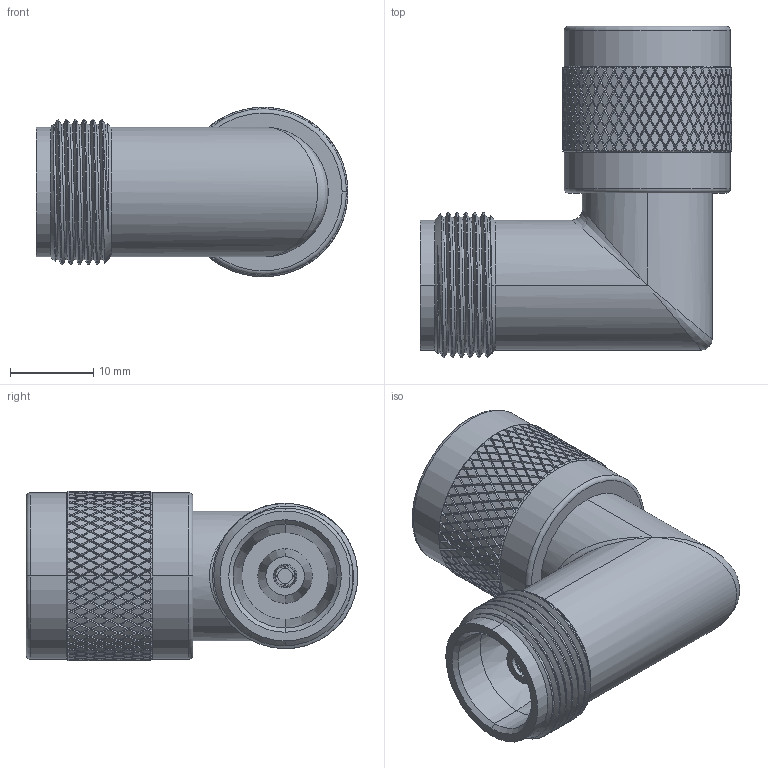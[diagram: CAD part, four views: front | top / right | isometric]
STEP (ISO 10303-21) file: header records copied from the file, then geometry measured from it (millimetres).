
FILE_DESCRIPTION (( 'STEP AP214' ), '1' );
FILE_NAME ('SM3832_3D.step', '2023-04-25T18:35:24', ( '' ), ( '' ), 'SwSTEP 2.0', 'SolidWorks 2022', '' );
FILE_SCHEMA (( 'AUTOMOTIVE_DESIGN' ));
Length unit declared in the file: inch
Products named in the file (1): SM3832_3D
Bounding box: 37.42 x 39.79 x 20.32 mm (x, y, z)
Volume: 10368.4 mm3; surface area: 6942.2 mm2
Topology: 1 solids, 1 shells, 2876 faces, 6259 edges, 3393 vertices
Faces by surface type: bspline 2048, cylinder 631, plane 162, cone 25, torus 10
Entity records: 112648 total; most frequent: CARTESIAN_POINT 73590, ORIENTED_EDGE 12510, EDGE_CURVE 6255, VERTEX_POINT 3393, EDGE_LOOP 2888, ADVANCED_FACE 2876, FACE_OUTER_BOUND 2876, DIRECTION 2765
